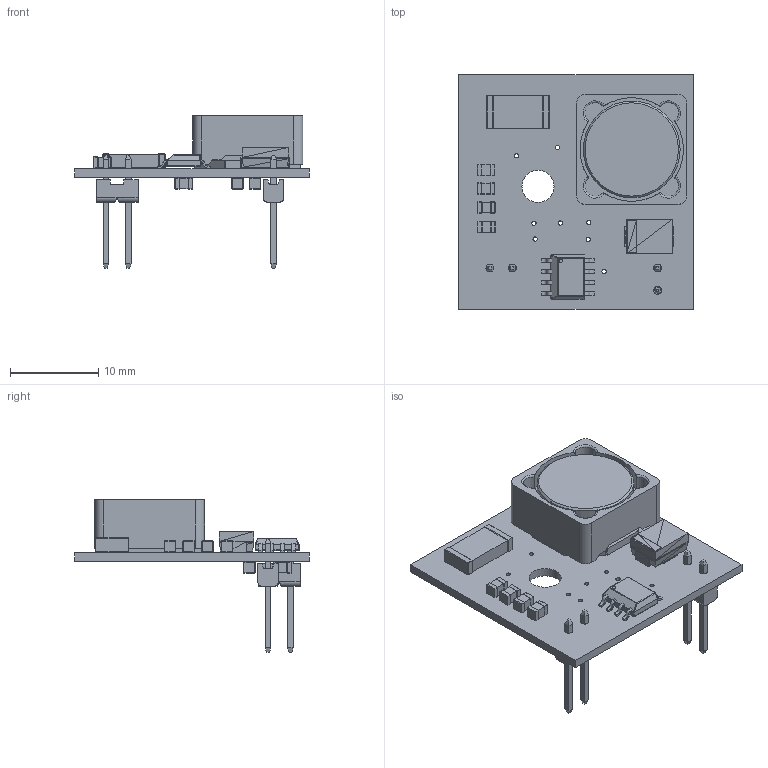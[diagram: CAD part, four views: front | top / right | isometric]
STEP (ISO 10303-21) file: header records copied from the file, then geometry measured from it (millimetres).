
FILE_DESCRIPTION(('for SolidWorks'),'2;1');
FILE_NAME('ps.step', '2017-03-22T14:35:04',('colin'),(''),'Open CASCADE STEP processor 6.6' ,'DipTrace','Unknown');
FILE_SCHEMA(('AUTOMOTIVE_DESIGN { 1 0 10303 214 1 1 1 1 }'));
Length unit declared in the file: millimetre
Products named in the file (8): PCB; Board; cap_0805; cap_2815; SMB; hdr-1x2t_2.54_5x2; srr1260; soic-8_150mil
Assembly tree (14 placements, depth 2):
  PCB
    Board
    cap_0805  x7
    cap_2815
    SMB
    hdr-1x2t_2.54_5x2  x2
    srr1260
    soic-8_150mil
Bounding box: 26.67 x 26.67 x 17.32 mm (x, y, z)
Volume: 1607.2 mm3; surface area: 3005.3 mm2
Topology: 10 solids, 35 shells, 834 faces, 1839 edges, 1072 vertices
Faces by surface type: plane 721, cylinder 55, bspline 44, sphere 8, torus 4, cone 2
Full cylindrical faces by diameter (mm): 0.4 x1, 0.401 x1, 0.486 x10, 0.9 x4, 3.658 x1
Entity records: 16242 total; most frequent: CARTESIAN_POINT 3458, ORIENTED_EDGE 2022, DIRECTION 1889, EDGE_CURVE 1015, LINE 779, VECTOR 779, VERTEX_POINT 592, AXIS2_PLACEMENT_3D 555
